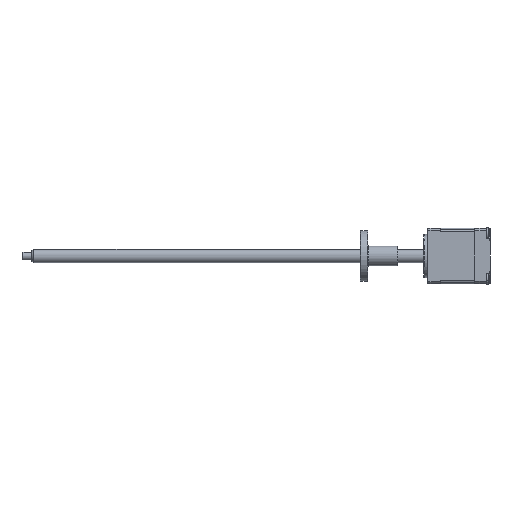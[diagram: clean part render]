
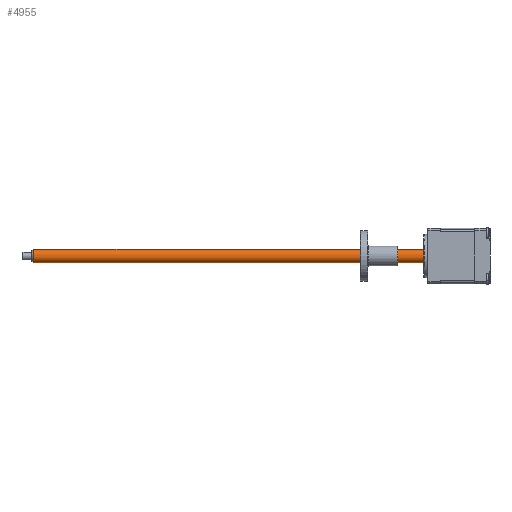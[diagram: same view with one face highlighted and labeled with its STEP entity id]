
A CAD part, left-side view. The second image highlights one B-rep face of the part: STEP entity #4955.
In plain terms, the highlighted cylindrical face has radius 3.35 mm (diameter 6.7 mm), a partial arc.
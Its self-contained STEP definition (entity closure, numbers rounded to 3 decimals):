
#94 = VECTOR ( 'NONE', #4943, 1000. ) ;
#103 = DIRECTION ( 'NONE',  ( -0.417, 0., 0.909 ) ) ;
#204 = VERTEX_POINT ( 'NONE', #3003 ) ;
#634 = ORIENTED_EDGE ( 'NONE', *, *, #9369, .F. ) ;
#1258 = CARTESIAN_POINT ( 'NONE',  ( -3.852, 14.276, 36.645 ) ) ;
#1316 = AXIS2_PLACEMENT_3D ( 'NONE', #6427, #3367, #103 ) ;
#1939 = CARTESIAN_POINT ( 'NONE',  ( -1.059, 213.276, 30.555 ) ) ;
#2043 = ORIENTED_EDGE ( 'NONE', *, *, #8475, .T. ) ;
#2293 = LINE ( 'NONE', #2581, #94 ) ;
#2364 = ORIENTED_EDGE ( 'NONE', *, *, #6718, .T. ) ;
#2581 = CARTESIAN_POINT ( 'NONE',  ( -1.059, 214.276, 30.555 ) ) ;
#2599 = CARTESIAN_POINT ( 'NONE',  ( -3.852, 214.276, 36.645 ) ) ;
#2829 = AXIS2_PLACEMENT_3D ( 'NONE', #8923, #4410, #9675 ) ;
#2965 = CIRCLE ( 'NONE', #5805, 3.35 ) ;
#3003 = CARTESIAN_POINT ( 'NONE',  ( -3.852, 213.276, 36.645 ) ) ;
#3237 = EDGE_LOOP ( 'NONE', ( #2364, #2043, #8812, #634 ) ) ;
#3367 = DIRECTION ( 'NONE',  ( 0., -1., 0. ) ) ;
#3368 = DIRECTION ( 'NONE',  ( 0., -1., 0. ) ) ;
#3833 = EDGE_CURVE ( 'NONE', #5183, #8859, #2965, .T. ) ;
#3941 = CARTESIAN_POINT ( 'NONE',  ( -1.059, 14.276, 30.555 ) ) ;
#4015 = DIRECTION ( 'NONE',  ( 0., -1., 0. ) ) ;
#4243 = CYLINDRICAL_SURFACE ( 'NONE', #1316, 3.35 ) ;
#4410 = DIRECTION ( 'NONE',  ( 0., -1., 0. ) ) ;
#4943 = DIRECTION ( 'NONE',  ( 0., -1., 0. ) ) ;
#4955 = ADVANCED_FACE ( 'NONE', ( #8230 ), #4243, .T. ) ;
#5183 = VERTEX_POINT ( 'NONE', #1258 ) ;
#5805 = AXIS2_PLACEMENT_3D ( 'NONE', #8542, #4015, #9307 ) ;
#5815 = VECTOR ( 'NONE', #3368, 1000. ) ;
#6427 = CARTESIAN_POINT ( 'NONE',  ( -2.455, 214.276, 33.6 ) ) ;
#6718 = EDGE_CURVE ( 'NONE', #204, #9977, #9883, .T. ) ;
#7542 = LINE ( 'NONE', #2599, #5815 ) ;
#8230 = FACE_OUTER_BOUND ( 'NONE', #3237, .T. ) ;
#8475 = EDGE_CURVE ( 'NONE', #9977, #8859, #2293, .T. ) ;
#8542 = CARTESIAN_POINT ( 'NONE',  ( -2.455, 14.276, 33.6 ) ) ;
#8812 = ORIENTED_EDGE ( 'NONE', *, *, #3833, .F. ) ;
#8859 = VERTEX_POINT ( 'NONE', #3941 ) ;
#8923 = CARTESIAN_POINT ( 'NONE',  ( -2.455, 213.276, 33.6 ) ) ;
#9307 = DIRECTION ( 'NONE',  ( -0.417, 0., 0.909 ) ) ;
#9369 = EDGE_CURVE ( 'NONE', #204, #5183, #7542, .T. ) ;
#9675 = DIRECTION ( 'NONE',  ( 0.417, 0., -0.909 ) ) ;
#9883 = CIRCLE ( 'NONE', #2829, 3.35 ) ;
#9977 = VERTEX_POINT ( 'NONE', #1939 ) ;
